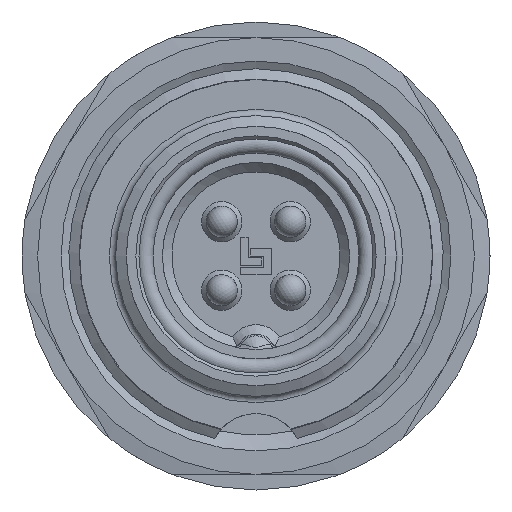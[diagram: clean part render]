
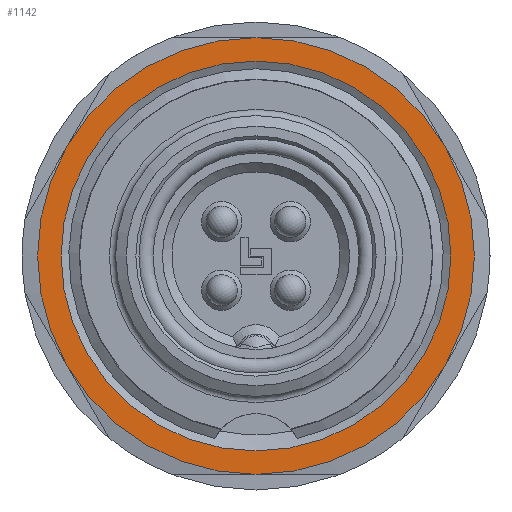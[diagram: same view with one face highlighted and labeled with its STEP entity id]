
A CAD part, left-side view. The second image highlights one B-rep face of the part: STEP entity #1142.
In plain terms, the highlighted planar face has unit normal (-1, 0, 0).
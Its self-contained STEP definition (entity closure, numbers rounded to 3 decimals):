
#451=PLANE('',#4028);
#1142=ADVANCED_FACE('',(#1345,#1346),#451,.T.);
#1345=FACE_BOUND('',#1622,.T.);
#1346=FACE_BOUND('',#1623,.T.);
#1622=EDGE_LOOP('',(#2546));
#1623=EDGE_LOOP('',(#2547,#2548,#2549,#2550,#2551,#2552));
#2546=ORIENTED_EDGE('',*,*,#3424,.T.);
#2547=ORIENTED_EDGE('',*,*,#3474,.T.);
#2548=ORIENTED_EDGE('',*,*,#3475,.T.);
#2549=ORIENTED_EDGE('',*,*,#3476,.T.);
#2550=ORIENTED_EDGE('',*,*,#3477,.T.);
#2551=ORIENTED_EDGE('',*,*,#3478,.T.);
#2552=ORIENTED_EDGE('',*,*,#3479,.T.);
#2958=VERTEX_POINT('',#6540);
#2985=VERTEX_POINT('',#6612);
#2987=VERTEX_POINT('',#6631);
#2989=VERTEX_POINT('',#6650);
#2991=VERTEX_POINT('',#6669);
#2993=VERTEX_POINT('',#6688);
#2995=VERTEX_POINT('',#6707);
#3424=EDGE_CURVE('',#2958,#2958,#3648,.T.);
#3474=EDGE_CURVE('',#2985,#2987,#3662,.T.);
#3475=EDGE_CURVE('',#2987,#2989,#3663,.T.);
#3476=EDGE_CURVE('',#2989,#2991,#3664,.T.);
#3477=EDGE_CURVE('',#2991,#2993,#3665,.T.);
#3478=EDGE_CURVE('',#2993,#2995,#3666,.T.);
#3479=EDGE_CURVE('',#2995,#2985,#3667,.T.);
#3648=CIRCLE('',#3994,6.249);
#3662=CIRCLE('',#4022,7.);
#3663=CIRCLE('',#4023,7.);
#3664=CIRCLE('',#4024,7.);
#3665=CIRCLE('',#4025,7.);
#3666=CIRCLE('',#4026,7.);
#3667=CIRCLE('',#4027,7.);
#3994=AXIS2_PLACEMENT_3D('',#6539,#4922,#4923);
#4022=AXIS2_PLACEMENT_3D('',#6713,#4990,#4991);
#4023=AXIS2_PLACEMENT_3D('',#6714,#4992,#4993);
#4024=AXIS2_PLACEMENT_3D('',#6715,#4994,#4995);
#4025=AXIS2_PLACEMENT_3D('',#6716,#4996,#4997);
#4026=AXIS2_PLACEMENT_3D('',#6717,#4998,#4999);
#4027=AXIS2_PLACEMENT_3D('',#6718,#5000,#5001);
#4028=AXIS2_PLACEMENT_3D('',#6719,#5002,#5003);
#4922=DIRECTION('',(1.,0.,0.));
#4923=DIRECTION('',(0.,0.,1.));
#4990=DIRECTION('',(-1.,0.,0.));
#4991=DIRECTION('',(0.,0.,1.));
#4992=DIRECTION('',(-1.,0.,0.));
#4993=DIRECTION('',(0.,0.,1.));
#4994=DIRECTION('',(-1.,0.,0.));
#4995=DIRECTION('',(0.,0.,1.));
#4996=DIRECTION('',(-1.,0.,0.));
#4997=DIRECTION('',(0.,0.,1.));
#4998=DIRECTION('',(-1.,0.,0.));
#4999=DIRECTION('',(0.,0.,1.));
#5000=DIRECTION('',(-1.,0.,0.));
#5001=DIRECTION('',(0.,0.,1.));
#5002=DIRECTION('',(-1.,0.,0.));
#5003=DIRECTION('',(0.,0.,1.));
#6539=CARTESIAN_POINT('',(9.5,0.,0.));
#6540=CARTESIAN_POINT('',(9.5,0.,6.249));
#6612=CARTESIAN_POINT('',(9.5,6.062,3.5));
#6631=CARTESIAN_POINT('',(9.5,6.062,-3.5));
#6650=CARTESIAN_POINT('',(9.5,0.,-7.));
#6669=CARTESIAN_POINT('',(9.5,-6.062,-3.5));
#6688=CARTESIAN_POINT('',(9.5,-6.062,3.5));
#6707=CARTESIAN_POINT('',(9.5,0.,7.));
#6713=CARTESIAN_POINT('',(9.5,0.,0.));
#6714=CARTESIAN_POINT('',(9.5,0.,0.));
#6715=CARTESIAN_POINT('',(9.5,0.,0.));
#6716=CARTESIAN_POINT('',(9.5,0.,0.));
#6717=CARTESIAN_POINT('',(9.5,0.,0.));
#6718=CARTESIAN_POINT('',(9.5,0.,0.));
#6719=CARTESIAN_POINT('',(9.5,0.,0.));
